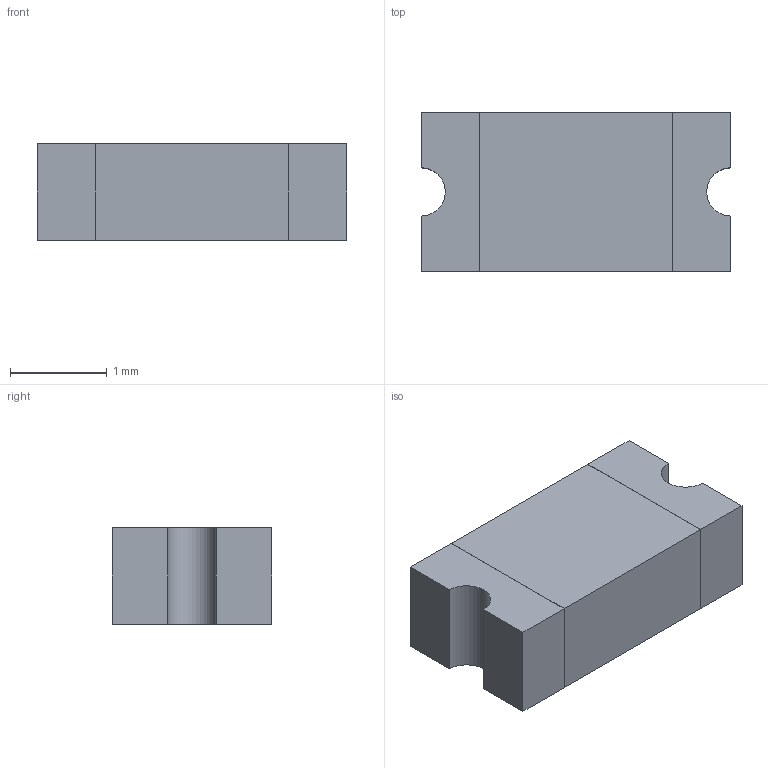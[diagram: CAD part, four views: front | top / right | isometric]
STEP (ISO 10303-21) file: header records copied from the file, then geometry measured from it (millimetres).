
FILE_DESCRIPTION(('FreeCAD Model'),'2;1');
FILE_NAME( 'User Library-Litttlefuse 1206.step', '2020-01-03T17:30:02',('kicad StepUp'),('ksu MCAD'), 'Open CASCADE STEP processor 7.3','FreeCAD','Unknown');
FILE_SCHEMA(('AUTOMOTIVE_DESIGN { 1 0 10303 214 1 1 1 1 }'));
Length unit declared in the file: millimetre
Products named in the file (1): User_Library-Litttlefuse_1206
Bounding box: 3.2 x 1.65 x 1 mm (x, y, z)
Volume: 5.1 mm3; surface area: 20.5 mm2
Topology: 1 solids, 1 shells, 20 faces, 48 edges, 32 vertices
Faces by surface type: plane 18, cylinder 2
Entity records: 729 total; most frequent: CARTESIAN_POINT 101, ORIENTED_EDGE 96, DIRECTION 94, EDGE_CURVE 48, LINE 44, VECTOR 44, VERTEX_POINT 32, AXIS2_PLACEMENT_3D 25
